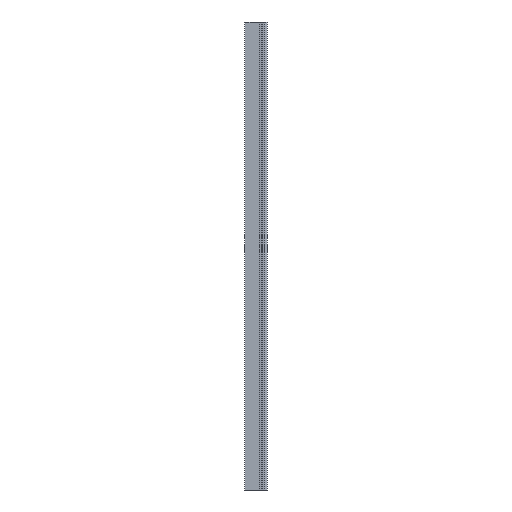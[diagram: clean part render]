
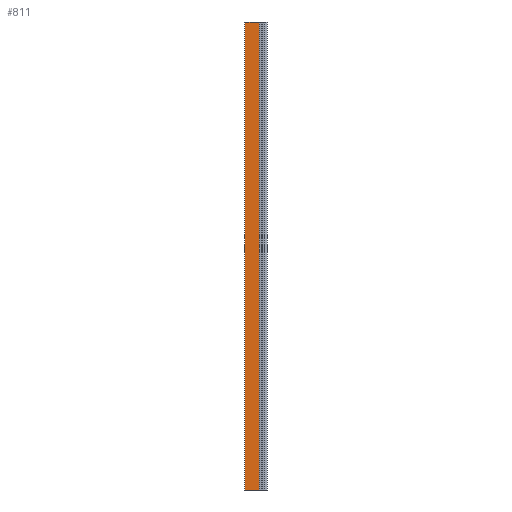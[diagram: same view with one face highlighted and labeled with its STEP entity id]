
A CAD part, left-side view. The second image highlights one B-rep face of the part: STEP entity #811.
In plain terms, the highlighted planar face has unit normal (-1, 0, 0).
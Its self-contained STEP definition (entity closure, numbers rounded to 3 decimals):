
#38=FACE_OUTER_BOUND('',#80,.T.);
#80=EDGE_LOOP('',(#612,#613,#614,#615));
#142=LINE('',#1184,#240);
#181=LINE('',#1283,#279);
#182=LINE('',#1286,#280);
#183=LINE('',#1287,#281);
#240=VECTOR('',#946,10.);
#279=VECTOR('',#1029,10.);
#280=VECTOR('',#1032,10.);
#281=VECTOR('',#1033,10.);
#340=VERTEX_POINT('',#1181);
#341=VERTEX_POINT('',#1183);
#379=VERTEX_POINT('',#1281);
#380=VERTEX_POINT('',#1285);
#420=EDGE_CURVE('',#340,#341,#142,.T.);
#470=EDGE_CURVE('',#340,#379,#181,.T.);
#471=EDGE_CURVE('',#380,#379,#182,.T.);
#472=EDGE_CURVE('',#341,#380,#183,.T.);
#612=ORIENTED_EDGE('',*,*,#470,.T.);
#613=ORIENTED_EDGE('',*,*,#471,.F.);
#614=ORIENTED_EDGE('',*,*,#472,.F.);
#615=ORIENTED_EDGE('',*,*,#420,.F.);
#778=PLANE('',#889);
#811=ADVANCED_FACE('',(#38),#778,.T.);
#889=AXIS2_PLACEMENT_3D('',#1284,#1030,#1031);
#946=DIRECTION('',(0.,1.,0.));
#1029=DIRECTION('',(0.,0.,1.));
#1030=DIRECTION('center_axis',(-1.,0.,0.));
#1031=DIRECTION('ref_axis',(0.,-1.,0.));
#1032=DIRECTION('',(0.,-1.,0.));
#1033=DIRECTION('',(0.,0.,1.));
#1181=CARTESIAN_POINT('',(-20.,-0.5,-409.));
#1183=CARTESIAN_POINT('',(-20.,24.5,-409.));
#1184=CARTESIAN_POINT('',(-20.,24.5,-409.));
#1281=CARTESIAN_POINT('',(-20.,-0.5,409.));
#1283=CARTESIAN_POINT('',(-20.,-0.5,0.));
#1284=CARTESIAN_POINT('Origin',(-20.,24.5,0.));
#1285=CARTESIAN_POINT('',(-20.,24.5,409.));
#1286=CARTESIAN_POINT('',(-20.,24.5,409.));
#1287=CARTESIAN_POINT('',(-20.,24.5,0.));
